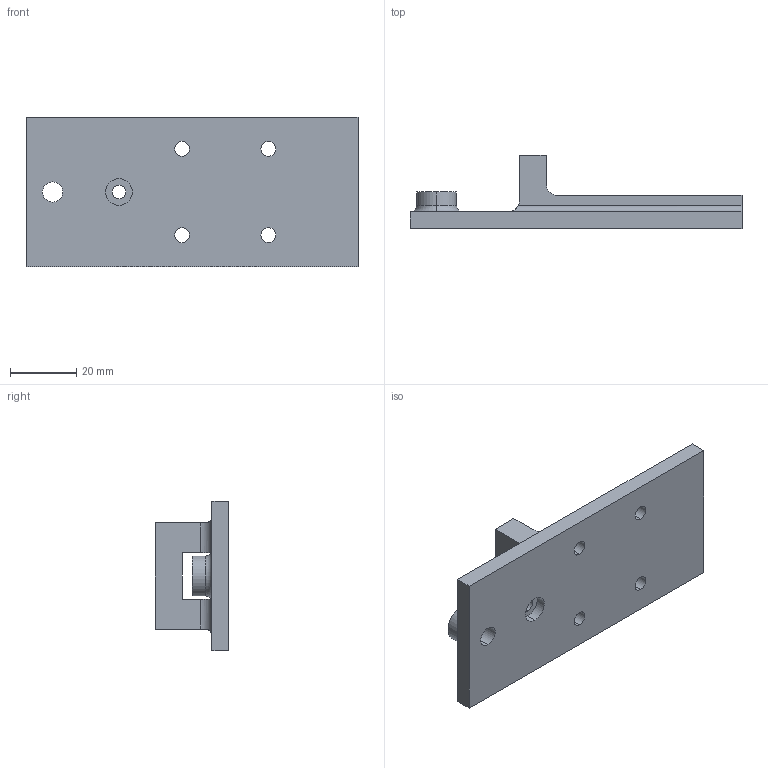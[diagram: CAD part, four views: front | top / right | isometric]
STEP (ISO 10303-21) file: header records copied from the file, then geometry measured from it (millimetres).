
FILE_DESCRIPTION (( 'STEP AP203' ), '1' );
FILE_NAME ('carraige 2nd try new rider_Default_sldprt.STEP', '2021-12-16T05:29:55', ( '' ), ( '' ), 'SwSTEP 2.0', 'SolidWorks 2020', '' );
FILE_SCHEMA (( 'CONFIG_CONTROL_DESIGN' ));
Length unit declared in the file: millimetre
Products named in the file (1): carraige 2nd try new rider_Default_sldprt
Bounding box: 100 x 22 x 45 mm (x, y, z)
Volume: 30153.6 mm3; surface area: 14186.2 mm2
Topology: 1 solids, 1 shells, 56 faces, 162 edges, 107 vertices
Faces by surface type: plane 32, cylinder 22, torus 2
Entity records: 1980 total; most frequent: CARTESIAN_POINT 356, ORIENTED_EDGE 324, DIRECTION 321, EDGE_CURVE 162, VECTOR 113, LINE 113, VERTEX_POINT 107, AXIS2_PLACEMENT_3D 104
